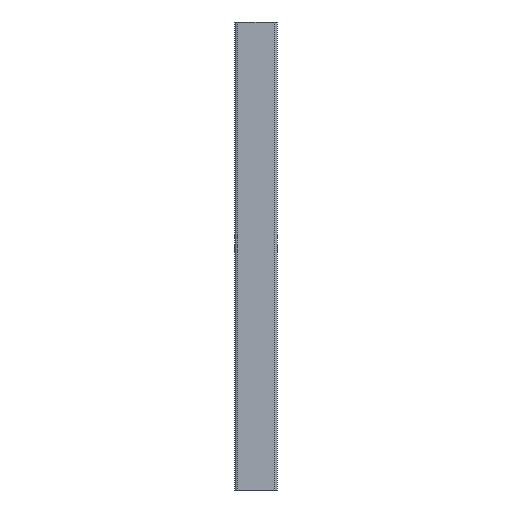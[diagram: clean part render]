
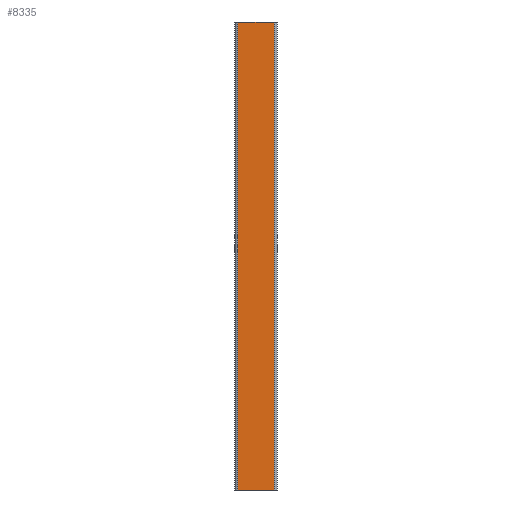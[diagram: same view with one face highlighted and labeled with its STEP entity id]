
A CAD part, left-side view. The second image highlights one B-rep face of the part: STEP entity #8335.
In plain terms, the highlighted planar face has unit normal (-1, 0, 0).
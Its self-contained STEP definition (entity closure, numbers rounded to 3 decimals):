
#985 = DIRECTION ( 'NONE',  ( 0., 0., -1. ) ) ;
#986 = VECTOR ( 'NONE', #985, 1000. ) ;
#987 = LINE ( 'NONE', #996, #986 ) ;
#989 = DIRECTION ( 'NONE',  ( 0., 1., 0. ) ) ;
#990 = DIRECTION ( 'NONE',  ( 1., 0., 0. ) ) ;
#991 = CARTESIAN_POINT ( 'NONE',  ( -25846.204, -21312.938, 500. ) ) ;
#996 = CARTESIAN_POINT ( 'NONE',  ( -25846.204, -21351.938, 500. ) ) ;
#998 = AXIS2_PLACEMENT_3D ( 'NONE', #991, #990, #989 ) ;
#1001 = FACE_OUTER_BOUND ( 'NONE', #8322, .T. ) ;
#1008 = PLANE ( 'NONE',  #998 ) ;
#1342 = CARTESIAN_POINT ( 'NONE',  ( -25846.204, -21312.938, 500. ) ) ;
#1352 = DIRECTION ( 'NONE',  ( 0., 0., -1. ) ) ;
#1399 = VECTOR ( 'NONE', #1352, 1000. ) ;
#1400 = LINE ( 'NONE', #1342, #1399 ) ;
#1722 = EDGE_CURVE ( 'NONE', #1732, #1723, #3614, .T. ) ;
#1723 = VERTEX_POINT ( 'NONE', #3616 ) ;
#1732 = VERTEX_POINT ( 'NONE', #3658 ) ;
#3614 = LINE ( 'NONE', #3625, #3671 ) ;
#3616 = CARTESIAN_POINT ( 'NONE',  ( -25846.204, -21351.938, 0. ) ) ;
#3624 = DIRECTION ( 'NONE',  ( 0., -1., 0. ) ) ;
#3625 = CARTESIAN_POINT ( 'NONE',  ( -25846.204, -21312.938, 0. ) ) ;
#3658 = CARTESIAN_POINT ( 'NONE',  ( -25846.204, -21312.938, 0. ) ) ;
#3671 = VECTOR ( 'NONE', #3624, 1000. ) ;
#6028 = DIRECTION ( 'NONE',  ( 0., -1., 0. ) ) ;
#6029 = VECTOR ( 'NONE', #6028, 1000. ) ;
#6030 = CARTESIAN_POINT ( 'NONE',  ( -25846.204, -21312.938, 500. ) ) ;
#6035 = LINE ( 'NONE', #6030, #6029 ) ;
#6040 = CARTESIAN_POINT ( 'NONE',  ( -25846.204, -21312.938, 500. ) ) ;
#6048 = CARTESIAN_POINT ( 'NONE',  ( -25846.204, -21351.938, 500. ) ) ;
#7144 = VERTEX_POINT ( 'NONE', #6048 ) ;
#7145 = VERTEX_POINT ( 'NONE', #6040 ) ;
#7147 = EDGE_CURVE ( 'NONE', #7145, #7144, #6035, .T. ) ;
#8234 = EDGE_CURVE ( 'NONE', #7145, #1732, #1400, .T. ) ;
#8261 = ORIENTED_EDGE ( 'NONE', *, *, #7147, .F. ) ;
#8320 = ORIENTED_EDGE ( 'NONE', *, *, #8234, .T. ) ;
#8322 = EDGE_LOOP ( 'NONE', ( #8345, #8334, #8261, #8320 ) ) ;
#8334 = ORIENTED_EDGE ( 'NONE', *, *, #8336, .F. ) ;
#8335 = ADVANCED_FACE ( 'NONE', ( #1001 ), #1008, .F. ) ;
#8336 = EDGE_CURVE ( 'NONE', #7144, #1723, #987, .T. ) ;
#8345 = ORIENTED_EDGE ( 'NONE', *, *, #1722, .T. ) ;
